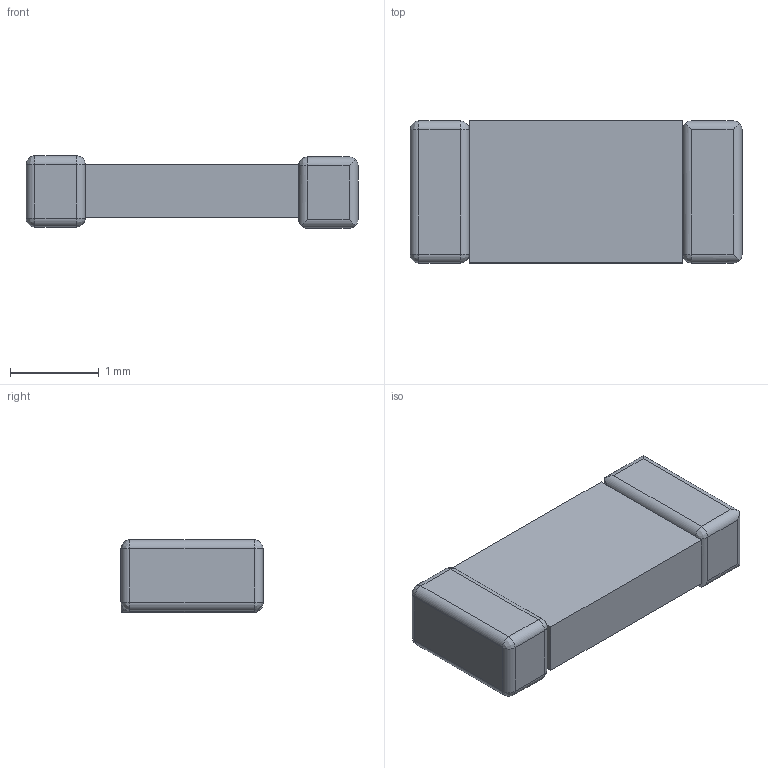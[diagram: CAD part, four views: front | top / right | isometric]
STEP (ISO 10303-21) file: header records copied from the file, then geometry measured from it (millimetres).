
FILE_DESCRIPTION (( 'STEP AP214' ), '1' );
FILE_NAME ('User Library-RES_1206_ST4.STEP', '2022-03-26T14:07:52', ( '' ), ( '' ), 'SwSTEP 2.0', 'SolidWorks 2021', '' );
FILE_SCHEMA (( 'AUTOMOTIVE_DESIGN' ));
Length unit declared in the file: millimetre
Products named in the file (4): 5; User Library-RES_1206_ST4; 4; 3
Assembly tree (3 placements, depth 2):
  User Library-RES_1206_ST4
    3
    4
    5
Bounding box: 3.74 x 1.6 x 0.82 mm (x, y, z)
Volume: 4 mm3; surface area: 23 mm2
Topology: 3 solids, 3 shells, 50 faces, 112 edges, 59 vertices
Faces by surface type: cylinder 23, plane 18, bspline 9
Entity records: 2085 total; most frequent: CARTESIAN_POINT 404, DIRECTION 207, ORIENTED_EDGE 206, EDGE_CURVE 103, AXIS2_PLACEMENT_3D 74, UNCERTAINTY_MEASURE_WITH_UNIT 60, VECTOR 59, VERTEX_POINT 59
